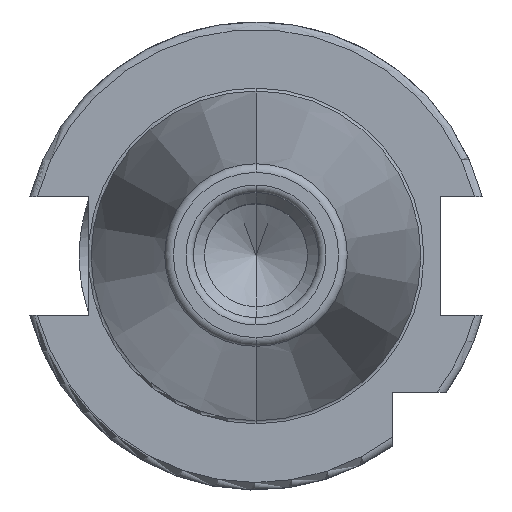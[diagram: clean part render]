
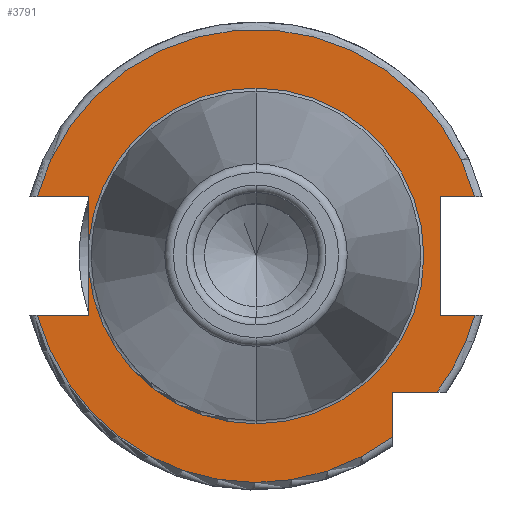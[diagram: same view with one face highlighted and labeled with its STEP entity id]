
A CAD part, top view. The second image highlights one B-rep face of the part: STEP entity #3791.
In plain terms, the highlighted planar face has unit normal (0, 0, 1).
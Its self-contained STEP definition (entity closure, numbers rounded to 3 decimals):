
#273=CARTESIAN_POINT('',(0,0,15.9));
#274=DIRECTION('',(0,0,-1));
#275=DIRECTION('',(0,1,0));
#276=AXIS2_PLACEMENT_3D('',#273,#274,#275);
#288=CARTESIAN_POINT('',(0,0,15.9));
#289=DIRECTION('',(0,0,1));
#290=DIRECTION('',(0,1,0));
#291=AXIS2_PLACEMENT_3D('',#288,#289,#290);
#303=CARTESIAN_POINT('',(0,0,15.9));
#304=DIRECTION('',(0,0,1));
#305=DIRECTION('',(-0.996,-0.094,0));
#306=AXIS2_PLACEMENT_3D('',#303,#304,#305);
#1517=CARTESIAN_POINT('',(0,0,15.9));
#1518=DIRECTION('',(0,0,1));
#1519=DIRECTION('',(0.965,0.262,0));
#1520=AXIS2_PLACEMENT_3D('',#1517,#1518,#1519);
#1568=CARTESIAN_POINT('',(0,0,15.9));
#1569=DIRECTION('',(0,0,1));
#1570=DIRECTION('',(-0.965,-0.262,0));
#1571=AXIS2_PLACEMENT_3D('',#1568,#1569,#1570);
#1584=DIRECTION('',(1,0,0));
#1585=VECTOR('',#1584,7.004);
#1586=CARTESIAN_POINT('',(-29.704,-8.05,15.9));
#1587=LINE('',#1586,#1585);
#1588=DIRECTION('',(0,1,0));
#1589=VECTOR('',#1588,5.917);
#1590=CARTESIAN_POINT('',(-22.7,-8.05,15.9));
#1591=LINE('',#1590,#1589);
#1592=DIRECTION('',(0,1,0));
#1593=VECTOR('',#1592,5.917);
#1594=CARTESIAN_POINT('',(-22.7,2.133,15.9));
#1595=LINE('',#1594,#1593);
#1596=DIRECTION('',(1,0,0));
#1597=VECTOR('',#1596,7.004);
#1598=CARTESIAN_POINT('',(-29.704,8.05,15.9));
#1599=LINE('',#1598,#1597);
#1600=DIRECTION('',(-1,0,0));
#1601=VECTOR('',#1600,4.704);
#1602=CARTESIAN_POINT('',(29.704,8.05,15.9));
#1603=LINE('',#1602,#1601);
#1604=DIRECTION('',(0,-1,0));
#1605=VECTOR('',#1604,16.1);
#1606=CARTESIAN_POINT('',(25,8.05,15.9));
#1607=LINE('',#1606,#1605);
#1608=DIRECTION('',(-1,0,0));
#1609=VECTOR('',#1608,4.704);
#1610=CARTESIAN_POINT('',(29.704,-8.05,15.9));
#1611=LINE('',#1610,#1609);
#1612=CARTESIAN_POINT('',(0,0,15.9));
#1613=DIRECTION('',(0,0,1));
#1614=DIRECTION('',(0.799,-0.601,0));
#1615=AXIS2_PLACEMENT_3D('',#1612,#1613,#1614);
#1617=DIRECTION('',(-1,0,0));
#1618=VECTOR('',#1617,6.094);
#1619=CARTESIAN_POINT('',(24.594,-18.5,15.9));
#1620=LINE('',#1619,#1618);
#1621=DIRECTION('',(0,1,0));
#1622=VECTOR('',#1621,6.094);
#1623=CARTESIAN_POINT('',(18.5,-24.594,15.9));
#1624=LINE('',#1623,#1622);
#1727=CARTESIAN_POINT('',(0,22.8,15.9));
#1729=VERTEX_POINT('',#1727);
#1751=CARTESIAN_POINT('',(0,-22.8,15.9));
#1753=VERTEX_POINT('',#1751);
#1891=CARTESIAN_POINT('',(-29.704,-8.05,15.9));
#1892=CARTESIAN_POINT('',(-22.7,-8.05,15.9));
#1893=VERTEX_POINT('',#1891);
#1894=VERTEX_POINT('',#1892);
#1895=CARTESIAN_POINT('',(-22.7,-2.133,15.9));
#1896=VERTEX_POINT('',#1895);
#1897=CARTESIAN_POINT('',(-22.7,2.133,15.9));
#1898=CARTESIAN_POINT('',(-22.7,8.05,15.9));
#1899=VERTEX_POINT('',#1897);
#1900=VERTEX_POINT('',#1898);
#1901=CARTESIAN_POINT('',(-29.704,8.05,15.9));
#1902=VERTEX_POINT('',#1901);
#1903=CARTESIAN_POINT('',(25,8.05,15.9));
#1904=CARTESIAN_POINT('',(25,-8.05,15.9));
#1905=VERTEX_POINT('',#1903);
#1906=VERTEX_POINT('',#1904);
#1907=CARTESIAN_POINT('',(29.704,-8.05,15.9));
#1908=VERTEX_POINT('',#1907);
#1909=CARTESIAN_POINT('',(29.704,8.05,15.9));
#1910=VERTEX_POINT('',#1909);
#1911=CARTESIAN_POINT('',(18.5,-24.594,15.9));
#1912=CARTESIAN_POINT('',(18.5,-18.5,15.9));
#1913=VERTEX_POINT('',#1911);
#1914=VERTEX_POINT('',#1912);
#1915=CARTESIAN_POINT('',(24.594,-18.5,15.9));
#1916=VERTEX_POINT('',#1915);
#3767=CARTESIAN_POINT('',(0,0,15.9));
#3768=DIRECTION('',(0,0,-1));
#3769=DIRECTION('',(0,-1,0));
#3770=AXIS2_PLACEMENT_3D('',#3767,#3768,#3769);
#3771=PLANE('',#3770);
#3772=ORIENTED_EDGE('',*,*,#2546,.T.);
#3773=ORIENTED_EDGE('',*,*,#2531,.T.);
#3774=ORIENTED_EDGE('',*,*,#2504,.T.);
#3775=ORIENTED_EDGE('',*,*,#2484,.F.);
#3776=ORIENTED_EDGE('',*,*,#2499,.T.);
#3777=ORIENTED_EDGE('',*,*,#2528,.T.);
#3778=ORIENTED_EDGE('',*,*,#3218,.F.);
#3779=ORIENTED_EDGE('',*,*,#3745,.F.);
#3781=ORIENTED_EDGE('',*,*,#3780,.T.);
#3783=ORIENTED_EDGE('',*,*,#3782,.T.);
#3784=ORIENTED_EDGE('',*,*,#3293,.F.);
#3785=ORIENTED_EDGE('',*,*,#3735,.F.);
#3786=ORIENTED_EDGE('',*,*,#3350,.T.);
#3787=ORIENTED_EDGE('',*,*,#3401,.F.);
#3788=ORIENTED_EDGE('',*,*,#3761,.F.);
#3789=EDGE_LOOP('',(#3772,#3773,#3774,#3775,#3776,#3777,#3778,#3779,#3781,#3783,
#3784,#3785,#3786,#3787,#3788));
#3790=FACE_OUTER_BOUND('',#3789,.F.);
#3791=ADVANCED_FACE('',(#3790),#3771,.F.);
#277=CIRCLE('',#276,22.8);
#292=CIRCLE('',#291,22.8);
#307=CIRCLE('',#306,22.8);
#1521=CIRCLE('',#1520,30.775);
#1572=CIRCLE('',#1571,30.775);
#1616=CIRCLE('',#1615,30.775);
#2484=EDGE_CURVE('',#1729,#1753,#277,.T.);
#2499=EDGE_CURVE('',#1729,#1899,#292,.T.);
#2504=EDGE_CURVE('',#1896,#1753,#307,.T.);
#2528=EDGE_CURVE('',#1899,#1900,#1595,.T.);
#2531=EDGE_CURVE('',#1894,#1896,#1591,.T.);
#2546=EDGE_CURVE('',#1893,#1894,#1587,.T.);
#3218=EDGE_CURVE('',#1902,#1900,#1599,.T.);
#3293=EDGE_CURVE('',#1908,#1906,#1611,.T.);
#3350=EDGE_CURVE('',#1916,#1914,#1620,.T.);
#3401=EDGE_CURVE('',#1913,#1914,#1624,.T.);
#3735=EDGE_CURVE('',#1916,#1908,#1616,.T.);
#3745=EDGE_CURVE('',#1910,#1902,#1521,.T.);
#3761=EDGE_CURVE('',#1893,#1913,#1572,.T.);
#3780=EDGE_CURVE('',#1910,#1905,#1603,.T.);
#3782=EDGE_CURVE('',#1905,#1906,#1607,.T.);
